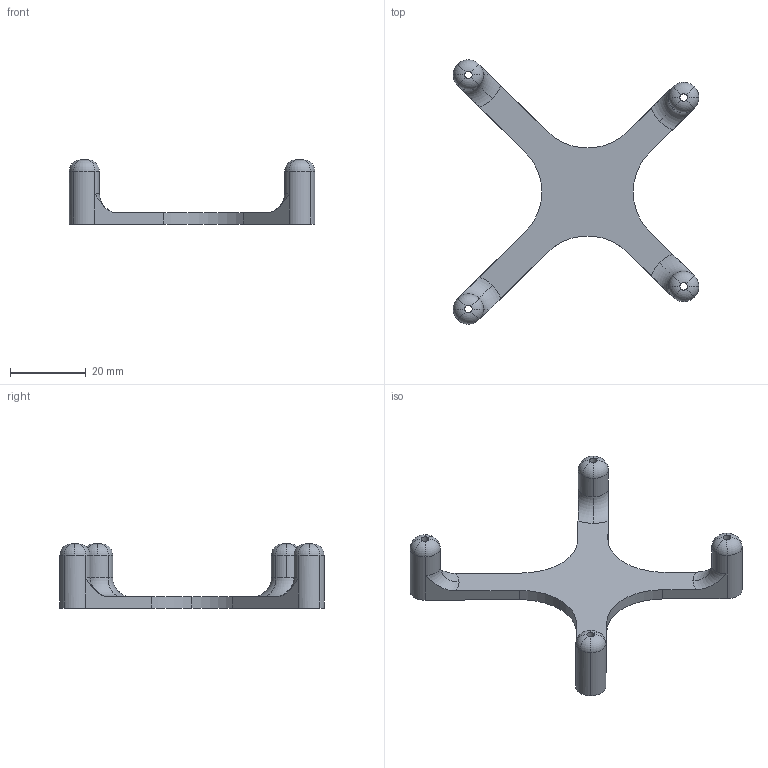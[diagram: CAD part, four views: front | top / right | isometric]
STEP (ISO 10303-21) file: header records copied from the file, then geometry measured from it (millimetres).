
FILE_DESCRIPTION (( 'STEP AP203' ), '1' );
FILE_NAME ('raccord lidar.STEP', '2021-04-22T15:51:51', ( '' ), ( '' ), 'SwSTEP 2.0', 'SolidWorks 2019', '' );
FILE_SCHEMA (( 'CONFIG_CONTROL_DESIGN' ));
Length unit declared in the file: millimetre
Products named in the file (1): raccord lidar
Bounding box: 65 x 69.98 x 17 mm (x, y, z)
Volume: 7062.3 mm3; surface area: 5672.5 mm2
Topology: 1 solids, 1 shells, 93 faces, 228 edges, 133 vertices
Faces by surface type: torus 42, cylinder 41, plane 10
Entity records: 2942 total; most frequent: CARTESIAN_POINT 569, DIRECTION 555, ORIENTED_EDGE 456, AXIS2_PLACEMENT_3D 243, EDGE_CURVE 228, CIRCLE 149, VERTEX_POINT 133, EDGE_LOOP 97
